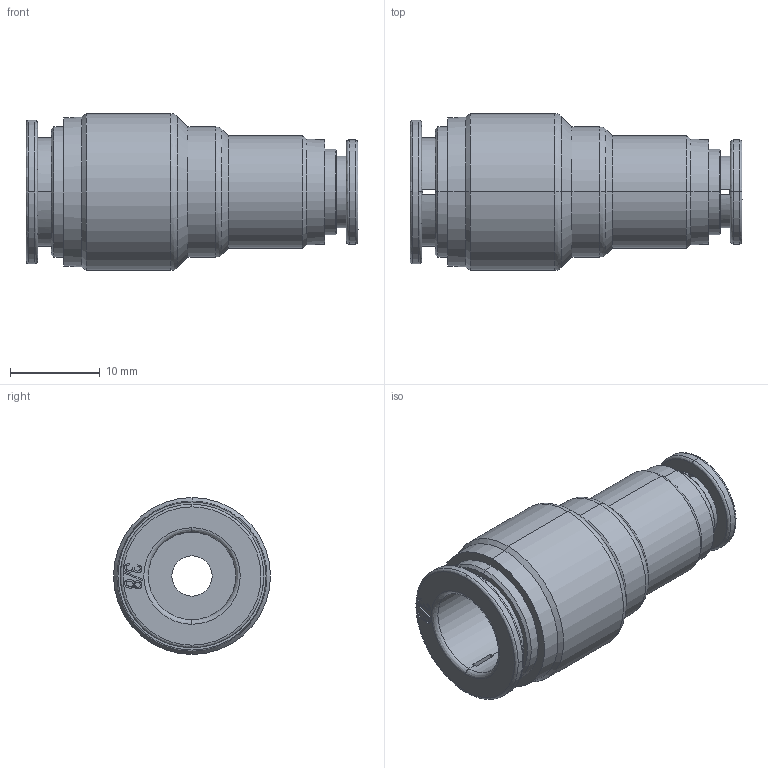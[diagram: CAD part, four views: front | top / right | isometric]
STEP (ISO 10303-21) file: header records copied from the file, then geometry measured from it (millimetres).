
FILE_DESCRIPTION (( 'STEP AP214' ), '1' );
FILE_NAME ('UR38-14-SS.step', '2018-03-13T19:30:38', ( '' ), ( '' ), 'SwSTEP 2.0', 'SolidWorks 2017', '' );
FILE_SCHEMA (( 'AUTOMOTIVE_DESIGN' ));
Length unit declared in the file: inch
Products named in the file (1): UR38-14-SS
Bounding box: 37 x 17.5 x 17.5 mm (x, y, z)
Volume: 4092.7 mm3; surface area: 3386.5 mm2
Topology: 1 solids, 1 shells, 163 faces, 419 edges, 268 vertices
Faces by surface type: plane 63, bspline 54, cylinder 26, cone 20
Entity records: 6293 total; most frequent: CARTESIAN_POINT 2533, ORIENTED_EDGE 838, DIRECTION 664, EDGE_CURVE 419, VERTEX_POINT 268, AXIS2_PLACEMENT_3D 228, VECTOR 208, LINE 208
